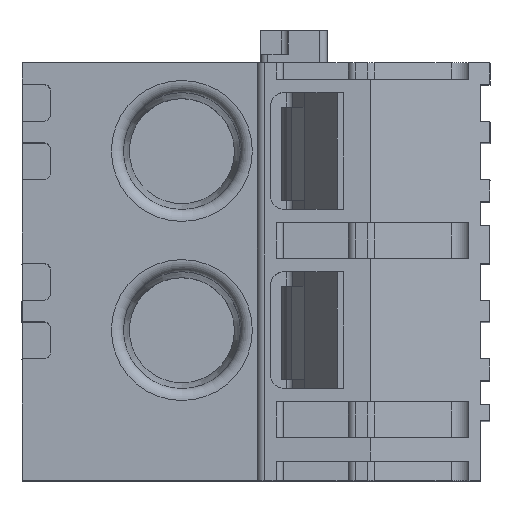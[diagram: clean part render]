
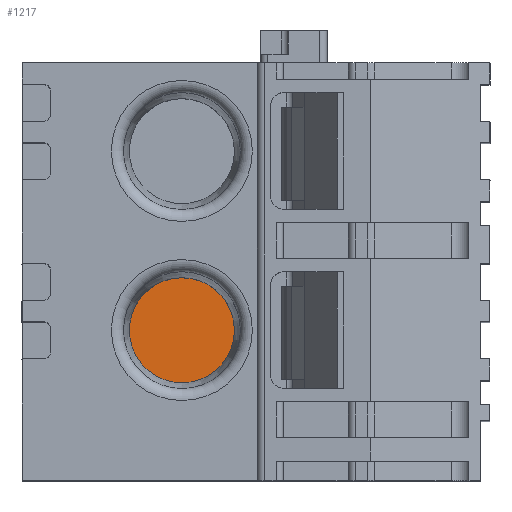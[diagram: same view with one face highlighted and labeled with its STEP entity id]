
A CAD part, top view. The second image highlights one B-rep face of the part: STEP entity #1217.
In plain terms, the highlighted planar face has unit normal (0, 0, 1).
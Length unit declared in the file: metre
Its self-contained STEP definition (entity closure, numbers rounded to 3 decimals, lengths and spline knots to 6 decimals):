
#1217=ADVANCED_FACE('',(#2507),#2508,.F.);
#2507=FACE_OUTER_BOUND('',#3879,.T.);
#2508=PLANE('',#3880);
#3879=EDGE_LOOP('',(#7670));
#3880=AXIS2_PLACEMENT_3D('',#7671,#7672,#7673);
#7670=ORIENTED_EDGE('',*,*,#9632,.T.);
#7671=CARTESIAN_POINT('',(0.029922,0.013733,-0.005031));
#7672=DIRECTION('',(0.,0.,-1.0));
#7673=DIRECTION('',(1.0,0.,0.));
#9632=EDGE_CURVE('',#12019,#12019,#12020,.T.);
#12019=VERTEX_POINT('',#15368);
#12020=CIRCLE('',#15369,0.0022);
#15368=CARTESIAN_POINT('',(0.033018,0.018783,-0.005031));
#15369=AXIS2_PLACEMENT_3D('',#17340,#17341,#17342);
#17340=CARTESIAN_POINT('',(0.035218,0.018783,-0.005031));
#17341=DIRECTION('',(0.,0.,1.0));
#17342=DIRECTION('',(-1.0,0.,0.));
